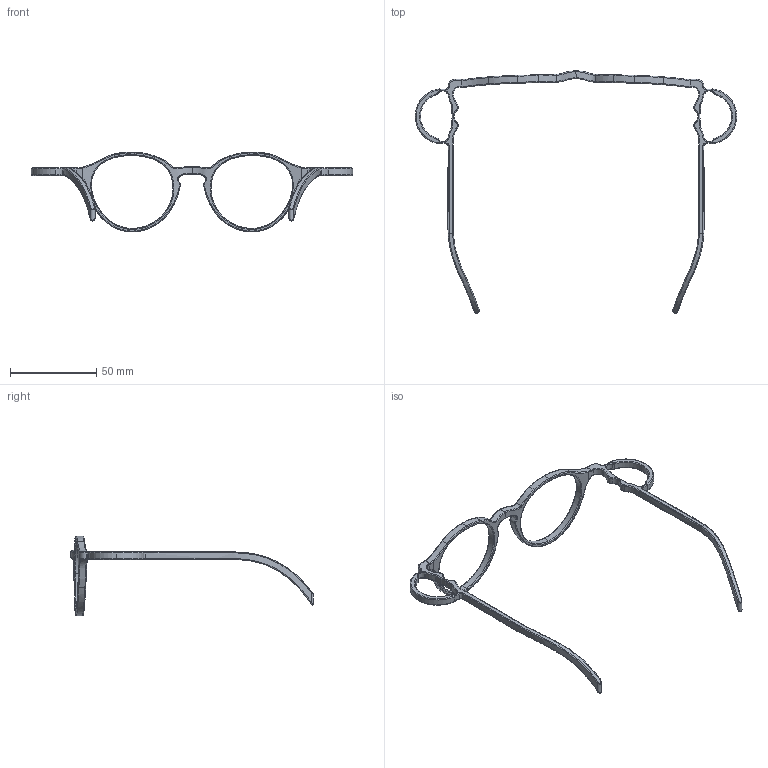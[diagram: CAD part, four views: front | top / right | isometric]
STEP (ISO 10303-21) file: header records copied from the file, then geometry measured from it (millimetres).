
FILE_DESCRIPTION(/* description */ ('STEP AP242','CAx-IF Rec.Pracs.---Representation and Presentation of Product Manufacturing Information (PMI)---4.0---2014-10-13','CAx-IF Rec.Pracs.---3D Tessellated Geometry---0.4---2014-09-14','2;1'),/* implementation_level */ '2;1');
FILE_NAME(/* name */ '68260bedc140de0191423e82',/* time_stamp */ '2025-05-15T15:44:47Z',/* author */ (''),/* organization */ (''),/* preprocessor_version */ 'ST-DEVELOPER v20',/* originating_system */ 'ONSHAPE BY PTC INC, 1.197',/* authorisation */ ' ');
FILE_SCHEMA (('AP242_MANAGED_MODEL_BASED_3D_ENGINEERING_MIM_LF { 1 0 10303 442 1 1 4 }'));
Length unit declared in the file: metre
Products named in the file (1): Part 1
Bounding box: 186.39 x 140.36 x 46.31 mm (x, y, z)
Volume: 9220.5 mm3; surface area: 10063.4 mm2
Topology: 1 solids, 1 shells, 354 faces, 856 edges, 492 vertices
Faces by surface type: bspline 136, torus 104, cylinder 84, plane 22, sphere 8
Entity records: 14286 total; most frequent: CARTESIAN_POINT 6905, ORIENTED_EDGE 1696, DIRECTION 1375, EDGE_CURVE 848, AXIS2_PLACEMENT_3D 611, VERTEX_POINT 492, CIRCLE 392, EDGE_LOOP 358
